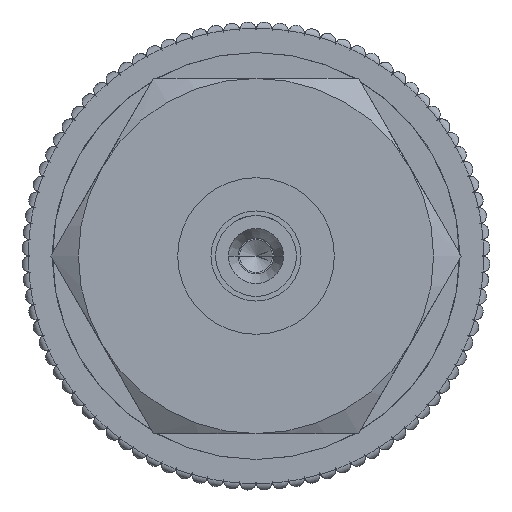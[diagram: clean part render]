
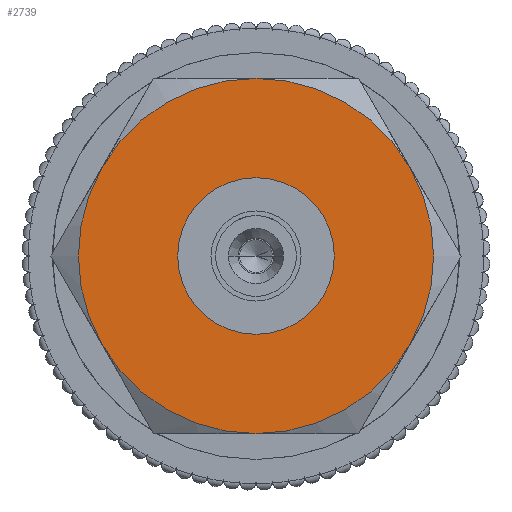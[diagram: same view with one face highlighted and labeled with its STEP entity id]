
A CAD part, left-side view. The second image highlights one B-rep face of the part: STEP entity #2739.
In plain terms, the highlighted planar face has unit normal (-1, 0, 0).
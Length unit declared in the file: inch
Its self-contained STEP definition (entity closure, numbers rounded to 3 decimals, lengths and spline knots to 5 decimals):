
#112 = AXIS2_PLACEMENT_3D ( 'NONE', #21525, #17791, #7114 ) ;
#510 = AXIS2_PLACEMENT_3D ( 'NONE', #20594, #14461, #22580 ) ;
#533 = AXIS2_PLACEMENT_3D ( 'NONE', #9236, #19412, #17392 ) ;
#611 = EDGE_CURVE ( 'NONE', #19839, #6447, #2794, .T. ) ;
#1892 = CARTESIAN_POINT ( 'NONE',  ( 0., 0., -0.21654 ) ) ;
#2006 = VERTEX_POINT ( 'NONE', #2026 ) ;
#2026 = CARTESIAN_POINT ( 'NONE',  ( 0., 0.18753, -0.10827 ) ) ;
#2739 = ADVANCED_FACE ( 'NONE', ( #8316, #16463 ), #6305, .F. ) ;
#2794 = CIRCLE ( 'NONE', #25773, 0.09547 ) ;
#3122 = DIRECTION ( 'NONE',  ( 0., 0., 1. ) ) ;
#3752 = ORIENTED_EDGE ( 'NONE', *, *, #7341, .F. ) ;
#4354 = CIRCLE ( 'NONE', #23533, 0.21654 ) ;
#4865 = AXIS2_PLACEMENT_3D ( 'NONE', #24085, #22352, #16356 ) ;
#5115 = AXIS2_PLACEMENT_3D ( 'NONE', #8947, #19243, #8821 ) ;
#5449 = CIRCLE ( 'NONE', #17823, 0.21654 ) ;
#5657 = CARTESIAN_POINT ( 'NONE',  ( 0., -0.18753, -0.10827 ) ) ;
#5955 = CIRCLE ( 'NONE', #5115, 0.21654 ) ;
#5981 = ORIENTED_EDGE ( 'NONE', *, *, #611, .F. ) ;
#6213 = DIRECTION ( 'NONE',  ( 1., 0., 0. ) ) ;
#6305 = PLANE ( 'NONE',  #510 ) ;
#6447 = VERTEX_POINT ( 'NONE', #6711 ) ;
#6711 = CARTESIAN_POINT ( 'NONE',  ( 0., 0., -0.09547 ) ) ;
#6727 = ORIENTED_EDGE ( 'NONE', *, *, #19689, .F. ) ;
#7114 = DIRECTION ( 'NONE',  ( 0., 0., -1. ) ) ;
#7341 = EDGE_CURVE ( 'NONE', #17535, #2006, #25709, .T. ) ;
#8316 = FACE_BOUND ( 'NONE', #21277, .T. ) ;
#8340 = CARTESIAN_POINT ( 'NONE',  ( 0., 0., 0. ) ) ;
#8821 = DIRECTION ( 'NONE',  ( 0., 0., -1. ) ) ;
#8947 = CARTESIAN_POINT ( 'NONE',  ( 0., 0., 0. ) ) ;
#9218 = CARTESIAN_POINT ( 'NONE',  ( 0., 0., 0. ) ) ;
#9236 = CARTESIAN_POINT ( 'NONE',  ( 0., 0., 0. ) ) ;
#9457 = CIRCLE ( 'NONE', #533, 0.09547 ) ;
#9734 = EDGE_CURVE ( 'NONE', #2006, #24355, #5449, .T. ) ;
#9793 = EDGE_LOOP ( 'NONE', ( #3752, #18840, #6727, #11749, #11414, #14138 ) ) ;
#10020 = VERTEX_POINT ( 'NONE', #5657 ) ;
#11020 = DIRECTION ( 'NONE',  ( 1., 0., 0. ) ) ;
#11414 = ORIENTED_EDGE ( 'NONE', *, *, #14442, .T. ) ;
#11749 = ORIENTED_EDGE ( 'NONE', *, *, #12301, .F. ) ;
#11765 = CARTESIAN_POINT ( 'NONE',  ( 0., 0., 0.09547 ) ) ;
#11928 = CARTESIAN_POINT ( 'NONE',  ( 0., 0., 0. ) ) ;
#12272 = EDGE_CURVE ( 'NONE', #6447, #19839, #9457, .T. ) ;
#12301 = EDGE_CURVE ( 'NONE', #12454, #24677, #13723, .T. ) ;
#12454 = VERTEX_POINT ( 'NONE', #18452 ) ;
#13723 = CIRCLE ( 'NONE', #112, 0.21654 ) ;
#14138 = ORIENTED_EDGE ( 'NONE', *, *, #9734, .F. ) ;
#14442 = EDGE_CURVE ( 'NONE', #12454, #24355, #24325, .T. ) ;
#14461 = DIRECTION ( 'NONE',  ( 1., 0., 0. ) ) ;
#15640 = DIRECTION ( 'NONE',  ( -1., 0., 0. ) ) ;
#15675 = DIRECTION ( 'NONE',  ( 0., 0., 1. ) ) ;
#16356 = DIRECTION ( 'NONE',  ( 0., 0., -1. ) ) ;
#16463 = FACE_OUTER_BOUND ( 'NONE', #9793, .T. ) ;
#17015 = DIRECTION ( 'NONE',  ( 0., 0., -1. ) ) ;
#17392 = DIRECTION ( 'NONE',  ( 0., 0., 1. ) ) ;
#17535 = VERTEX_POINT ( 'NONE', #1892 ) ;
#17791 = DIRECTION ( 'NONE',  ( 1., 0., 0. ) ) ;
#17823 = AXIS2_PLACEMENT_3D ( 'NONE', #8340, #6213, #22614 ) ;
#18360 = AXIS2_PLACEMENT_3D ( 'NONE', #11928, #20206, #15675 ) ;
#18452 = CARTESIAN_POINT ( 'NONE',  ( 0., 0., 0.21654 ) ) ;
#18840 = ORIENTED_EDGE ( 'NONE', *, *, #25034, .F. ) ;
#19243 = DIRECTION ( 'NONE',  ( 1., 0., 0. ) ) ;
#19412 = DIRECTION ( 'NONE',  ( -1., 0., 0. ) ) ;
#19689 = EDGE_CURVE ( 'NONE', #24677, #10020, #5955, .T. ) ;
#19714 = CARTESIAN_POINT ( 'NONE',  ( 0., -0.18753, 0.10827 ) ) ;
#19839 = VERTEX_POINT ( 'NONE', #11765 ) ;
#20206 = DIRECTION ( 'NONE',  ( -1., 0., 0. ) ) ;
#20594 = CARTESIAN_POINT ( 'NONE',  ( 0., 0., 0. ) ) ;
#21276 = CARTESIAN_POINT ( 'NONE',  ( 0., 0., 0. ) ) ;
#21277 = EDGE_LOOP ( 'NONE', ( #5981, #23805 ) ) ;
#21525 = CARTESIAN_POINT ( 'NONE',  ( 0., 0., 0. ) ) ;
#22352 = DIRECTION ( 'NONE',  ( 1., 0., 0. ) ) ;
#22580 = DIRECTION ( 'NONE',  ( 0., 0., -1. ) ) ;
#22614 = DIRECTION ( 'NONE',  ( 0., 0., -1. ) ) ;
#23533 = AXIS2_PLACEMENT_3D ( 'NONE', #21276, #11020, #17015 ) ;
#23805 = ORIENTED_EDGE ( 'NONE', *, *, #12272, .F. ) ;
#24085 = CARTESIAN_POINT ( 'NONE',  ( 0., 0., 0. ) ) ;
#24325 = CIRCLE ( 'NONE', #18360, 0.21654 ) ;
#24355 = VERTEX_POINT ( 'NONE', #25979 ) ;
#24677 = VERTEX_POINT ( 'NONE', #19714 ) ;
#25034 = EDGE_CURVE ( 'NONE', #10020, #17535, #4354, .T. ) ;
#25709 = CIRCLE ( 'NONE', #4865, 0.21654 ) ;
#25773 = AXIS2_PLACEMENT_3D ( 'NONE', #9218, #15640, #3122 ) ;
#25979 = CARTESIAN_POINT ( 'NONE',  ( 0., 0.18753, 0.10827 ) ) ;
